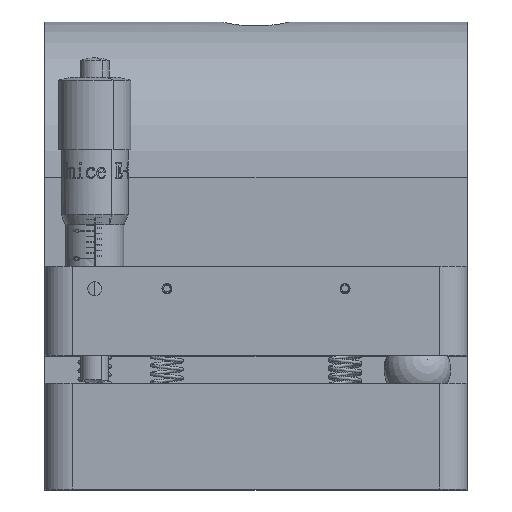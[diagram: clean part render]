
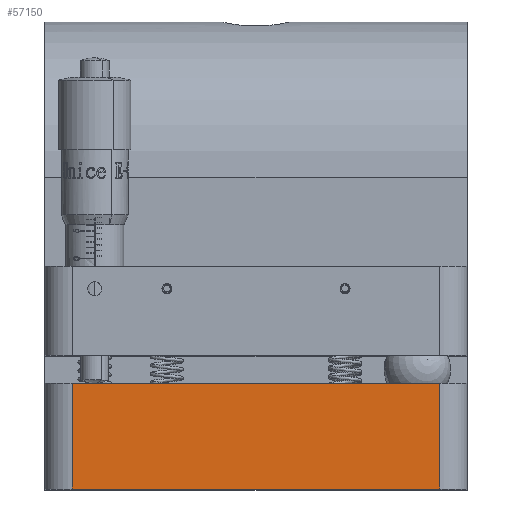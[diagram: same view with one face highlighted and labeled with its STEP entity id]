
A CAD part, top view. The second image highlights one B-rep face of the part: STEP entity #57150.
In plain terms, the highlighted planar face has unit normal (0, 0, 1).
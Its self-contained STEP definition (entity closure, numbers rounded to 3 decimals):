
#6253 = LINE ( 'NONE', #79284, #72766 ) ;
#6692 = EDGE_CURVE ( 'NONE', #88594, #73046, #19916, .T. ) ;
#7345 = DIRECTION ( 'NONE',  ( 0., -1., 0. ) ) ;
#7512 = ORIENTED_EDGE ( 'NONE', *, *, #81935, .T. ) ;
#10580 = FACE_OUTER_BOUND ( 'NONE', #81124, .T. ) ;
#10964 = ORIENTED_EDGE ( 'NONE', *, *, #90005, .T. ) ;
#13347 = VECTOR ( 'NONE', #7345, 1000. ) ;
#15056 = VERTEX_POINT ( 'NONE', #61719 ) ;
#16300 = CARTESIAN_POINT ( 'NONE',  ( -33., 19., 44. ) ) ;
#17676 = LINE ( 'NONE', #52344, #61332 ) ;
#19916 = LINE ( 'NONE', #69521, #13347 ) ;
#20602 = ORIENTED_EDGE ( 'NONE', *, *, #73749, .F. ) ;
#22326 = AXIS2_PLACEMENT_3D ( 'NONE', #87230, #59219, #80522 ) ;
#24465 = DIRECTION ( 'NONE',  ( -1., 0., 0. ) ) ;
#28568 = ORIENTED_EDGE ( 'NONE', *, *, #6692, .T. ) ;
#31786 = VERTEX_POINT ( 'NONE', #64834 ) ;
#33579 = DIRECTION ( 'NONE',  ( -1., 0., 0. ) ) ;
#38048 = DIRECTION ( 'NONE',  ( 0., 1., 0. ) ) ;
#52344 = CARTESIAN_POINT ( 'NONE',  ( 33., 19., 44. ) ) ;
#52514 = PLANE ( 'NONE',  #22326 ) ;
#52648 = LINE ( 'NONE', #88126, #61402 ) ;
#57150 = ADVANCED_FACE ( 'NONE', ( #10580 ), #52514, .F. ) ;
#59219 = DIRECTION ( 'NONE',  ( 0., 0., -1. ) ) ;
#61332 = VECTOR ( 'NONE', #38048, 1000. ) ;
#61402 = VECTOR ( 'NONE', #33579, 1000. ) ;
#61719 = CARTESIAN_POINT ( 'NONE',  ( 33., 0., 44. ) ) ;
#64834 = CARTESIAN_POINT ( 'NONE',  ( 33., 19., 44. ) ) ;
#67199 = CARTESIAN_POINT ( 'NONE',  ( -33., 0., 44. ) ) ;
#69521 = CARTESIAN_POINT ( 'NONE',  ( -33., 19., 44. ) ) ;
#72766 = VECTOR ( 'NONE', #24465, 1000. ) ;
#73046 = VERTEX_POINT ( 'NONE', #67199 ) ;
#73749 = EDGE_CURVE ( 'NONE', #15056, #73046, #52648, .T. ) ;
#79284 = CARTESIAN_POINT ( 'NONE',  ( 38., 19., 44. ) ) ;
#80522 = DIRECTION ( 'NONE',  ( -1., 0., 0. ) ) ;
#81124 = EDGE_LOOP ( 'NONE', ( #7512, #28568, #20602, #10964 ) ) ;
#81935 = EDGE_CURVE ( 'NONE', #31786, #88594, #6253, .T. ) ;
#87230 = CARTESIAN_POINT ( 'NONE',  ( 38., 19., 44. ) ) ;
#88126 = CARTESIAN_POINT ( 'NONE',  ( 38., 0., 44. ) ) ;
#88594 = VERTEX_POINT ( 'NONE', #16300 ) ;
#90005 = EDGE_CURVE ( 'NONE', #15056, #31786, #17676, .T. ) ;
